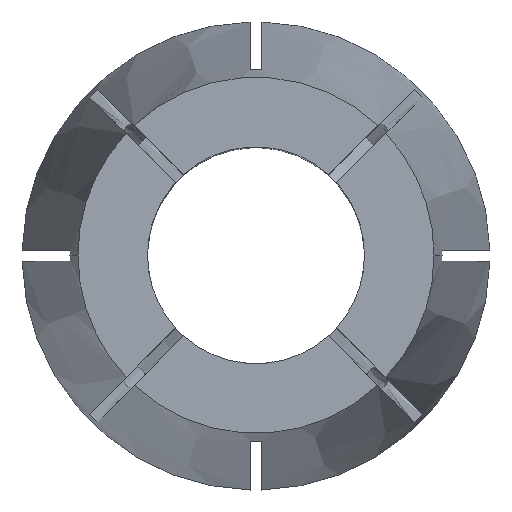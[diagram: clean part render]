
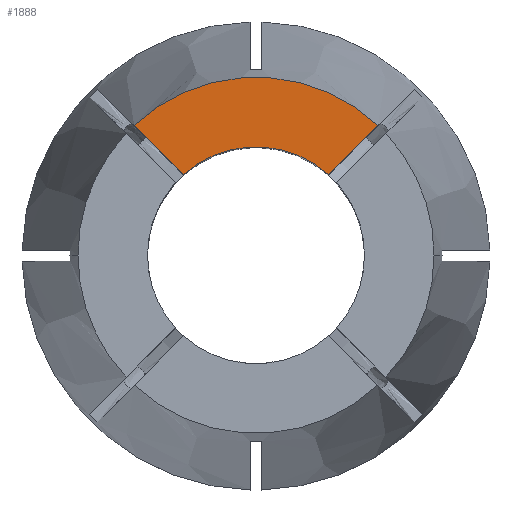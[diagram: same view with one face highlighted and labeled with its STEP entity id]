
A CAD part, top view. The second image highlights one B-rep face of the part: STEP entity #1888.
In plain terms, the highlighted planar face has unit normal (0, 0, 1).
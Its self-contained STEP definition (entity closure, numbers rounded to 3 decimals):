
#17 = CARTESIAN_POINT ( 'NONE',  ( 6.355, 7.062, 0. ) ) ;
#38 = LINE ( 'NONE', #337, #975 ) ;
#89 = AXIS2_PLACEMENT_3D ( 'NONE', #1896, #988, #1555 ) ;
#134 = EDGE_CURVE ( 'NONE', #732, #632, #1132, .T. ) ;
#276 = VERTEX_POINT ( 'NONE', #17 ) ;
#302 = ORIENTED_EDGE ( 'NONE', *, *, #966, .T. ) ;
#337 = CARTESIAN_POINT ( 'NONE',  ( -0.354, 0.354, 0. ) ) ;
#355 = LINE ( 'NONE', #895, #1393 ) ;
#381 = CARTESIAN_POINT ( 'NONE',  ( 0., 0., 0. ) ) ;
#632 = VERTEX_POINT ( 'NONE', #2482 ) ;
#665 = DIRECTION ( 'NONE',  ( 1., 0., 0. ) ) ;
#668 = ORIENTED_EDGE ( 'NONE', *, *, #134, .T. ) ;
#683 = DIRECTION ( 'NONE',  ( -1., 0., 0. ) ) ;
#732 = VERTEX_POINT ( 'NONE', #2789 ) ;
#816 = DIRECTION ( 'NONE',  ( 0.707, 0.707, 0. ) ) ;
#895 = CARTESIAN_POINT ( 'NONE',  ( 0.354, 0.354, 0. ) ) ;
#966 = EDGE_CURVE ( 'NONE', #632, #2842, #355, .T. ) ;
#975 = VECTOR ( 'NONE', #816, 1000. ) ;
#988 = DIRECTION ( 'NONE',  ( 0., 0., 1. ) ) ;
#1004 = EDGE_CURVE ( 'NONE', #276, #2842, #1703, .T. ) ;
#1132 = CIRCLE ( 'NONE', #2824, 15.595 ) ;
#1286 = DIRECTION ( 'NONE',  ( 0., 0., 1. ) ) ;
#1369 = EDGE_LOOP ( 'NONE', ( #2825, #1849, #668, #302 ) ) ;
#1393 = VECTOR ( 'NONE', #2445, 1000. ) ;
#1555 = DIRECTION ( 'NONE',  ( 1., 0., 0. ) ) ;
#1703 = CIRCLE ( 'NONE', #89, 9.5 ) ;
#1849 = ORIENTED_EDGE ( 'NONE', *, *, #2442, .T. ) ;
#1888 = ADVANCED_FACE ( 'NONE', ( #2574 ), #2611, .F. ) ;
#1896 = CARTESIAN_POINT ( 'NONE',  ( 0., 0., 0. ) ) ;
#2442 = EDGE_CURVE ( 'NONE', #276, #732, #38, .T. ) ;
#2445 = DIRECTION ( 'NONE',  ( 0.707, -0.707, 0. ) ) ;
#2446 = CARTESIAN_POINT ( 'NONE',  ( 0., 0., 0. ) ) ;
#2447 = AXIS2_PLACEMENT_3D ( 'NONE', #2446, #2485, #683 ) ;
#2482 = CARTESIAN_POINT ( 'NONE',  ( -10.668, 11.376, 0. ) ) ;
#2485 = DIRECTION ( 'NONE',  ( 0., 0., -1. ) ) ;
#2509 = CARTESIAN_POINT ( 'NONE',  ( -6.355, 7.062, 0. ) ) ;
#2574 = FACE_OUTER_BOUND ( 'NONE', #1369, .T. ) ;
#2611 = PLANE ( 'NONE',  #2447 ) ;
#2789 = CARTESIAN_POINT ( 'NONE',  ( 10.668, 11.376, 0. ) ) ;
#2824 = AXIS2_PLACEMENT_3D ( 'NONE', #381, #1286, #665 ) ;
#2825 = ORIENTED_EDGE ( 'NONE', *, *, #1004, .F. ) ;
#2842 = VERTEX_POINT ( 'NONE', #2509 ) ;
